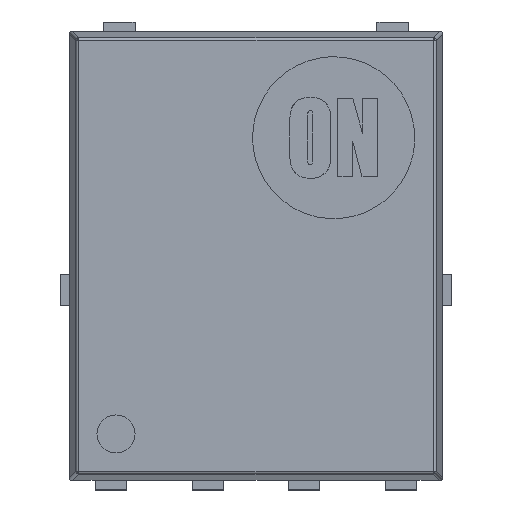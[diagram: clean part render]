
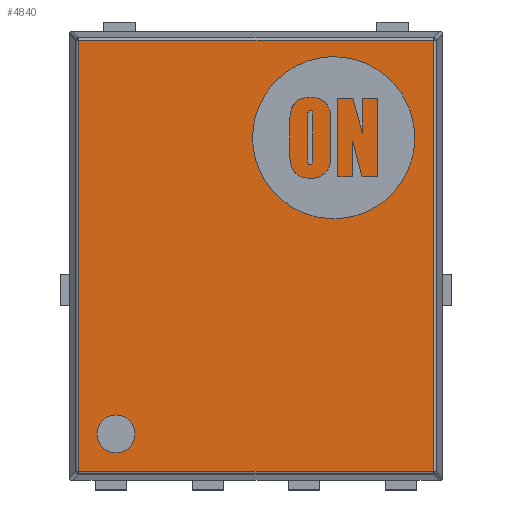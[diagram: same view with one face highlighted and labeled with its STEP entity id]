
A CAD part, top view. The second image highlights one B-rep face of the part: STEP entity #4840.
In plain terms, the highlighted planar face has unit normal (0, 0, 1).
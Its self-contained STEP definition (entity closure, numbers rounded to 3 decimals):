
#136 = LINE ( 'NONE', #8917, #4498 ) ;
#626 = CARTESIAN_POINT ( 'NONE',  ( 2.832, 2.45, 1.1 ) ) ;
#806 = EDGE_LOOP ( 'NONE', ( #2333, #872, #5653, #8967 ) ) ;
#872 = ORIENTED_EDGE ( 'NONE', *, *, #8995, .T. ) ;
#892 = EDGE_CURVE ( 'NONE', #6318, #6467, #2872, .T. ) ;
#1326 = CARTESIAN_POINT ( 'NONE',  ( 2.832, 2.332, 1.1 ) ) ;
#1392 = CARTESIAN_POINT ( 'NONE',  ( 0., 2.45, 1.1 ) ) ;
#1828 = CARTESIAN_POINT ( 'NONE',  ( 2.832, -2.332, 1.1 ) ) ;
#1905 = VERTEX_POINT ( 'NONE', #1828 ) ;
#2081 = LINE ( 'NONE', #626, #6463 ) ;
#2218 = DIRECTION ( 'NONE',  ( 1., 0., 0. ) ) ;
#2333 = ORIENTED_EDGE ( 'NONE', *, *, #892, .T. ) ;
#2872 = LINE ( 'NONE', #7015, #7014 ) ;
#3099 = CARTESIAN_POINT ( 'NONE',  ( -2.832, 2.332, 1.1 ) ) ;
#3499 = LINE ( 'NONE', #10396, #5699 ) ;
#3912 = DIRECTION ( 'NONE',  ( 1., 0., 0. ) ) ;
#4498 = VECTOR ( 'NONE', #3912, 1000. ) ;
#4581 = EDGE_CURVE ( 'NONE', #1905, #6318, #2081, .T. ) ;
#4840 = ADVANCED_FACE ( 'NONE', ( #8438 ), #7964, .T. ) ;
#5653 = ORIENTED_EDGE ( 'NONE', *, *, #10580, .T. ) ;
#5699 = VECTOR ( 'NONE', #10345, 1000. ) ;
#6318 = VERTEX_POINT ( 'NONE', #1326 ) ;
#6463 = VECTOR ( 'NONE', #10506, 1000. ) ;
#6467 = VERTEX_POINT ( 'NONE', #3099 ) ;
#7014 = VECTOR ( 'NONE', #7122, 1000. ) ;
#7015 = CARTESIAN_POINT ( 'NONE',  ( 0., 2.332, 1.1 ) ) ;
#7122 = DIRECTION ( 'NONE',  ( -1., 0., 0. ) ) ;
#7148 = DIRECTION ( 'NONE',  ( 0., 0., 1. ) ) ;
#7726 = VERTEX_POINT ( 'NONE', #9327 ) ;
#7964 = PLANE ( 'NONE',  #8282 ) ;
#8282 = AXIS2_PLACEMENT_3D ( 'NONE', #1392, #7148, #2218 ) ;
#8438 = FACE_OUTER_BOUND ( 'NONE', #806, .T. ) ;
#8917 = CARTESIAN_POINT ( 'NONE',  ( 0., -2.332, 1.1 ) ) ;
#8967 = ORIENTED_EDGE ( 'NONE', *, *, #4581, .T. ) ;
#8995 = EDGE_CURVE ( 'NONE', #6467, #7726, #3499, .T. ) ;
#9327 = CARTESIAN_POINT ( 'NONE',  ( -2.832, -2.332, 1.1 ) ) ;
#10345 = DIRECTION ( 'NONE',  ( 0., -1., 0. ) ) ;
#10396 = CARTESIAN_POINT ( 'NONE',  ( -2.832, 2.45, 1.1 ) ) ;
#10506 = DIRECTION ( 'NONE',  ( 0., 1., 0. ) ) ;
#10580 = EDGE_CURVE ( 'NONE', #7726, #1905, #136, .T. ) ;
